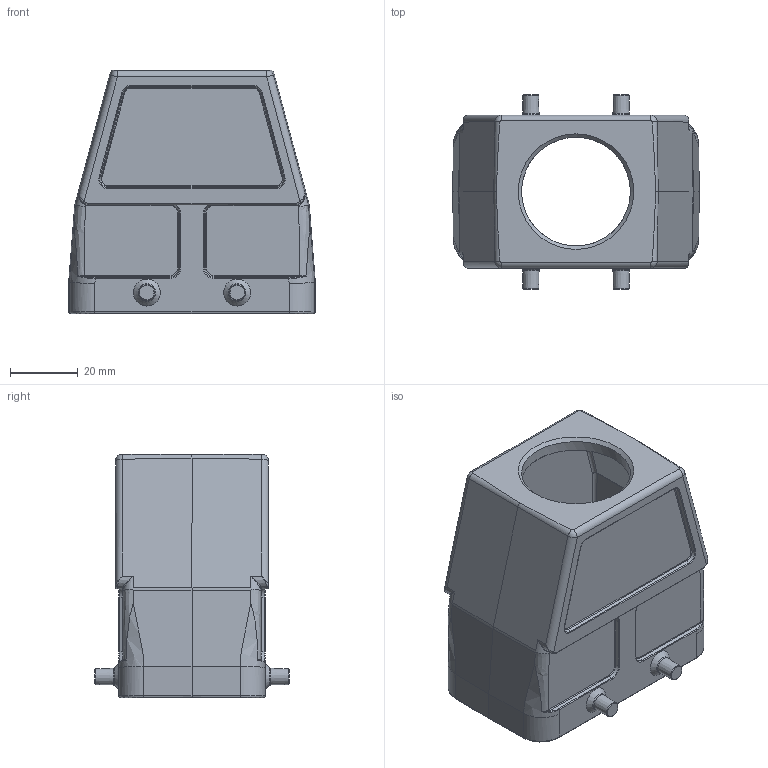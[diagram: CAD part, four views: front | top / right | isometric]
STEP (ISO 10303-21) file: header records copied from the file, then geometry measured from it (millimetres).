
FILE_DESCRIPTION(/* description */ (''),/* implementation_level */ '2;1');
FILE_NAME(/* name */ '100105907ugm000_c.stp',/* time_stamp */ '2017-10-30T15:01:00+01:00',/* author */ (''),/* organization */ (''),/* preprocessor_version */ 'ST-DEVELOPER v16',/* originating_system */ 'SIEMENS PLM Software NX 10.0',/* authorisation */ '');
FILE_SCHEMA (('AUTOMOTIVE_DESIGN { 1 0 10303 214 3 1 1 1 }'));
Length unit declared in the file: millimetre
Products named in the file (1): 100105907ugm000_c
Bounding box: 72.6 x 57.2 x 71.6 mm (x, y, z)
Volume: 57964.8 mm3; surface area: 32084.9 mm2
Topology: 1 solids, 1 shells, 451 faces, 1158 edges, 727 vertices
Faces by surface type: plane 164, cylinder 117, bspline 63, torus 50, cone 47, sphere 10
Full cylindrical faces by diameter (mm): 3 x4, 32 x1
Entity records: 17472 total; most frequent: CARTESIAN_POINT 6419, ORIENTED_EDGE 2124, DIRECTION 2040, EDGE_CURVE 1062, AXIS2_PLACEMENT_3D 765, VERTEX_POINT 666, LINE 510, VECTOR 510
